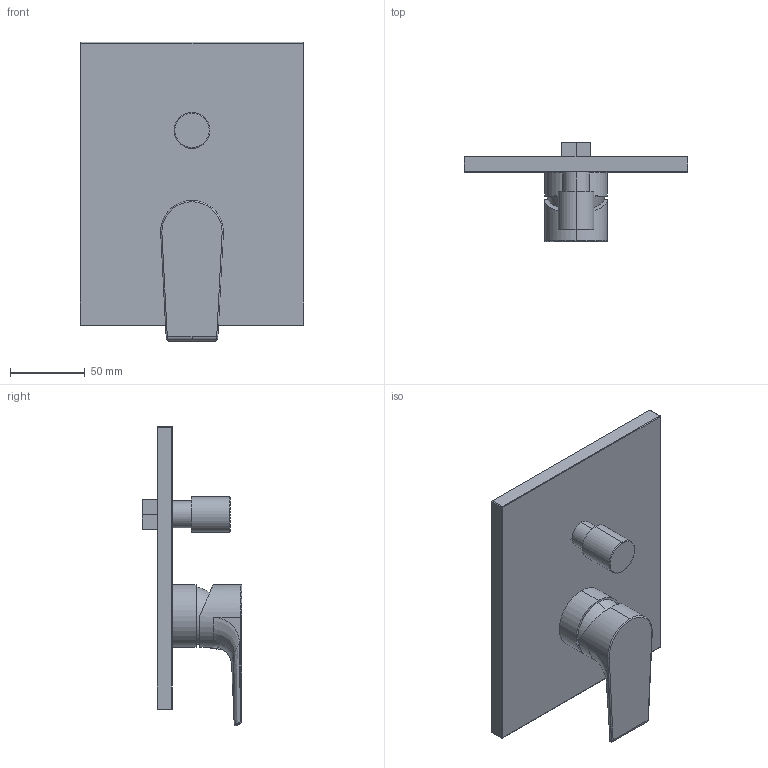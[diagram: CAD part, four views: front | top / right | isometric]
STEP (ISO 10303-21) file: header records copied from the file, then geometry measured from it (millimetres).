
FILE_DESCRIPTION((''),'2;1');
FILE_NAME('TVS10700500061_3DPL','2025-04-08T13:14:13',('HristovG'),('IDEAL STANDARD BVBA'),'CREO PARAMETRIC BY PTC INC, 2024253','CREO PARAMETRIC BY PTC INC, 2024253','');
FILE_SCHEMA(('AP242_MANAGED_MODEL_BASED_3D_ENGINEERING_MIM_LF { 1 0 10303 442 1 1 4 }'));
Length unit declared in the file: millimetre
Products named in the file (1): TVS10700500061_3DPL
Bounding box: 150 x 66.6 x 200.6 mm (x, y, z)
Volume: 375916.9 mm3; surface area: 78834.4 mm2
Topology: 1 solids, 4 shells, 65 faces, 160 edges, 98 vertices
Faces by surface type: cylinder 22, plane 18, bspline 16, sphere 6, torus 3
Entity records: 3655 total; most frequent: CARTESIAN_POINT 1889, ORIENTED_EDGE 296, DIRECTION 270, EDGE_CURVE 154, AXIS2_PLACEMENT_3D 108, VERTEX_POINT 98, EDGE_LOOP 69, FACE_OUTER_BOUND 65
